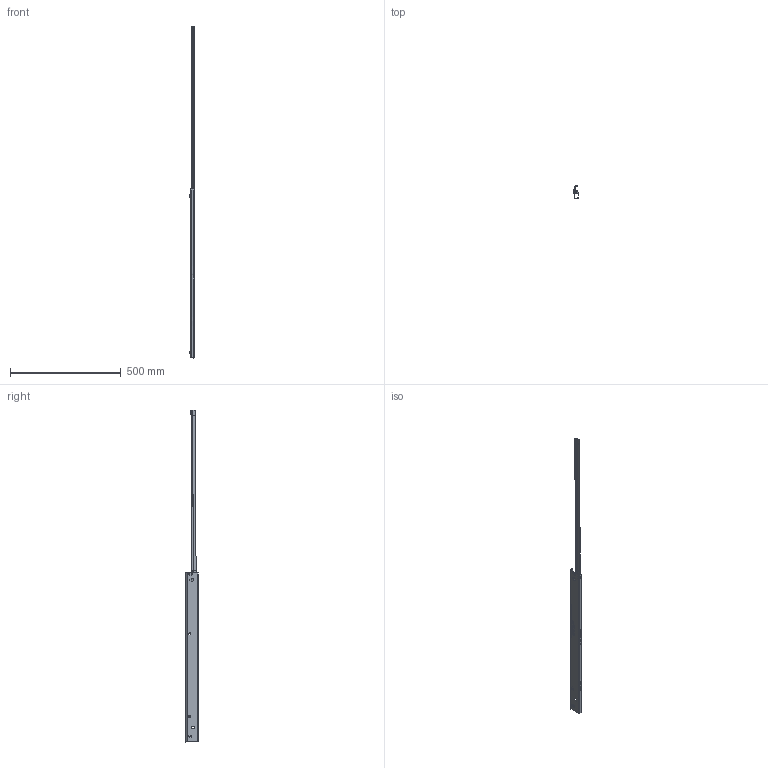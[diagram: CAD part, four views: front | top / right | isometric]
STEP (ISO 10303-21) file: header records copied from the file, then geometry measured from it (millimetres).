
FILE_DESCRIPTION (( 'STEP AP203' ), '1' );
FILE_NAME ('CS# 785.750-GA.L526_open.STEP', '2023-01-18T17:03:49', ( '' ), ( '' ), 'SwSTEP 2.0', 'SolidWorks 2020', '' );
FILE_SCHEMA (( 'CONFIG_CONTROL_DESIGN' ));
Length unit declared in the file: millimetre
Products named in the file (6): CS# 785.XXX-01.L525_NL 750; PG-033; CS# 785.750-GA.L526_open; CS# 785.XXX-01.L525_NL 750 ohne SM; CS# 785.XXX-03.S050_NL 750
Assembly tree (5 placements, depth 3):
  CS# 785.750-GA.L526_open
    CS# 785.XXX-01.L525_NL 750 ohne SM
      CS# 785.XXX-01.L525_NL 750
      PG-033
    CS# 785.XXX-03.S050_NL 750
      CS# 785.XXX-03.S050_NL 750
Bounding box: 21.79 x 62.5 x 1499.99 mm (x, y, z)
Volume: 137877 mm3; surface area: 190260.6 mm2
Topology: 3 solids, 3 shells, 1147 faces, 2993 edges, 1861 vertices
Faces by surface type: plane 516, bspline 233, cylinder 231, cone 74, torus 72, sphere 21
Entity records: 48827 total; most frequent: CARTESIAN_POINT 21959, ORIENTED_EDGE 5922, DIRECTION 4806, EDGE_CURVE 2961, VERTEX_POINT 1861, AXIS2_PLACEMENT_3D 1625, LINE 1556, VECTOR 1556
